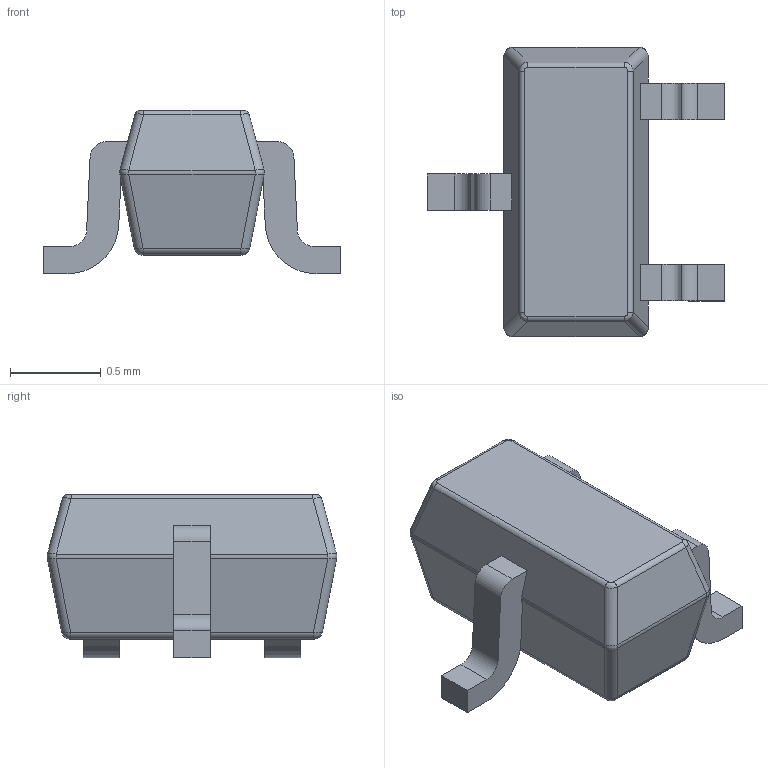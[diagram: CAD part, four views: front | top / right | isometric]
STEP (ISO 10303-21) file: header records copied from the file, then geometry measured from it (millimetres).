
FILE_DESCRIPTION(/* description */ (''),/* implementation_level */ '2;1');
FILE_NAME(/* name */ 'BJT - SC-75.step',/* time_stamp */ '2019-12-02T16:15:46+00:00',/* author */ (''),/* organization */ (''),/* preprocessor_version */ 'ST-DEVELOPER v18',/* originating_system */ 'Autodesk Translation Framework v8.12.0.6',/* authorisation */ '');
FILE_SCHEMA (('AUTOMOTIVE_DESIGN { 1 0 10303 214 3 1 1 }'));
Length unit declared in the file: millimetre
Products named in the file (1): BJT - SC-75
Bounding box: 1.64 x 1.6 x 0.9 mm (x, y, z)
Volume: 0.9 mm3; surface area: 7.2 mm2
Topology: 1 solids, 1 shells, 78 faces, 192 edges, 116 vertices
Faces by surface type: plane 34, cylinder 32, sphere 8, bspline 4
Entity records: 2452 total; most frequent: CARTESIAN_POINT 483, DIRECTION 410, ORIENTED_EDGE 384, EDGE_CURVE 192, AXIS2_PLACEMENT_3D 143, LINE 124, VECTOR 124, VERTEX_POINT 116
